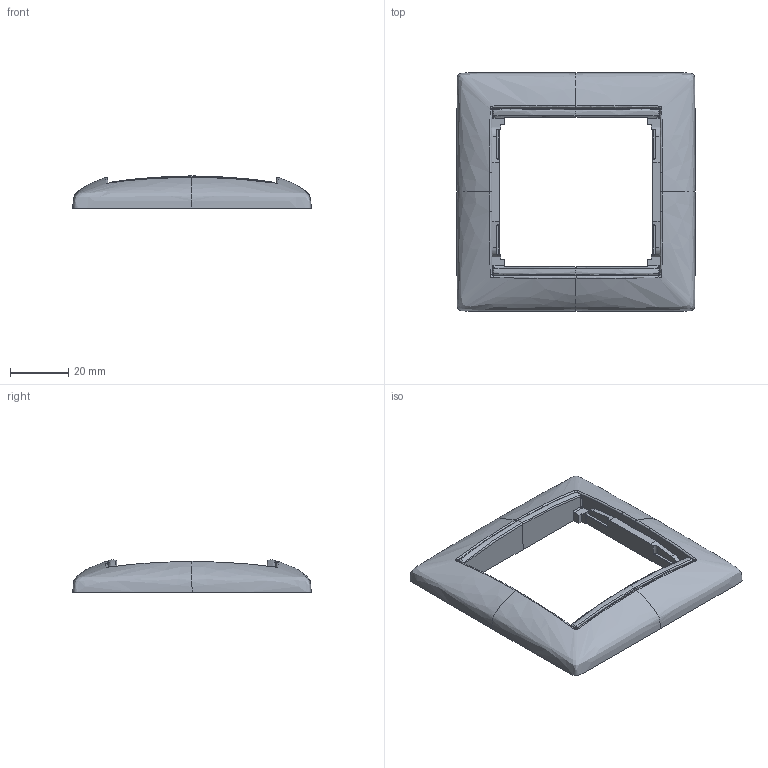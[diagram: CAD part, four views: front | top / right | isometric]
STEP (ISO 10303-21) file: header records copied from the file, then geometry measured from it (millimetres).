
FILE_DESCRIPTION(('STEP AP242'), '1');
FILE_NAME('774451', '2025-04-21T10:07:34', ('lkeadmin'), ('DC1INFRASCCM01'), 'C3D Converter', 'C3D Toolkit', '');
FILE_SCHEMA(('AP242_MANAGED_MODEL_BASED_3D_ENGINEERING_MIM_LF { 1 0 10303 442 1 1 4 }'));
Length unit declared in the file: millimetre
Products named in the file (1): БЕИВ.741336.010
Bounding box: 82 x 82 x 11.07 mm (x, y, z)
Volume: 27744.7 mm3; surface area: 13578.3 mm2
Topology: 1 solids, 1 shells, 339 faces, 852 edges, 490 vertices
Faces by surface type: bspline 216, plane 69, cylinder 32, extrusion 14, sphere 8
Entity records: 35629 total; most frequent: CARTESIAN_POINT 26913, ORIENTED_EDGE 1652, EDGE_CURVE 826, B_SPLINE_CURVE_WITH_KNOTS 636, VERTEX_POINT 490, DIRECTION 470, FACE_BOUND 342, EDGE_LOOP 342
